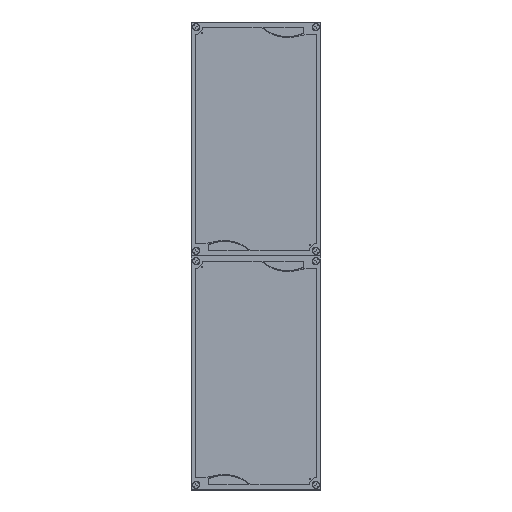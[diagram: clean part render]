
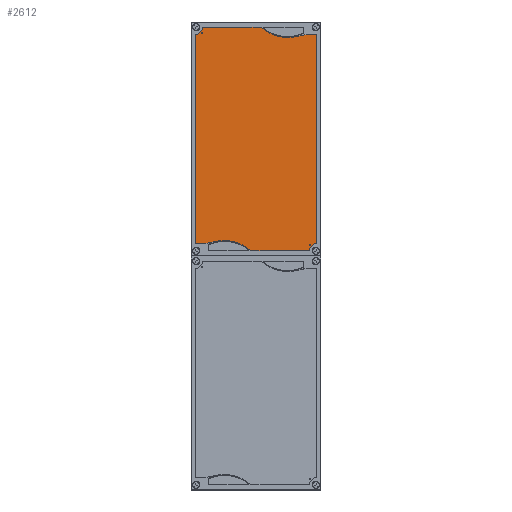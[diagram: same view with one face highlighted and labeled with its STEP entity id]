
A CAD part, top view. The second image highlights one B-rep face of the part: STEP entity #2612.
In plain terms, the highlighted planar face has unit normal (0, 0, 1).
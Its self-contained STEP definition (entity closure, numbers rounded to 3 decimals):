
#2612=ADVANCED_FACE('',(#6469,#6470,#6471),#6472,.T.);
#6469=FACE_OUTER_BOUND('',#12351,.T.);
#6470=FACE_BOUND('',#12352,.T.);
#6471=FACE_BOUND('',#12353,.T.);
#6472=PLANE('',#12354);
#12351=EDGE_LOOP('',(#19262,#19263,#19264,#19265,#19266,#19267,#19268,#19269,#19270,#19271,#19272,#19273));
#12352=EDGE_LOOP('',(#19274,#19275));
#12353=EDGE_LOOP('',(#19276,#19277));
#12354=AXIS2_PLACEMENT_3D('',#19278,#19279,#19280);
#19262=ORIENTED_EDGE('',*,*,#35120,.T.);
#19263=ORIENTED_EDGE('',*,*,#35116,.T.);
#19264=ORIENTED_EDGE('',*,*,#35111,.T.);
#19265=ORIENTED_EDGE('',*,*,#35128,.T.);
#19266=ORIENTED_EDGE('',*,*,#35129,.T.);
#19267=ORIENTED_EDGE('',*,*,#35130,.T.);
#19268=ORIENTED_EDGE('',*,*,#35131,.T.);
#19269=ORIENTED_EDGE('',*,*,#35132,.T.);
#19270=ORIENTED_EDGE('',*,*,#35133,.T.);
#19271=ORIENTED_EDGE('',*,*,#35134,.T.);
#19272=ORIENTED_EDGE('',*,*,#35135,.T.);
#19273=ORIENTED_EDGE('',*,*,#35124,.F.);
#19274=ORIENTED_EDGE('',*,*,#34671,.T.);
#19275=ORIENTED_EDGE('',*,*,#34483,.T.);
#19276=ORIENTED_EDGE('',*,*,#34675,.T.);
#19277=ORIENTED_EDGE('',*,*,#34478,.T.);
#19278=CARTESIAN_POINT('',(125.0,675.0,129.5));
#19279=DIRECTION('',(0.0,0.0,1.0));
#19280=DIRECTION('',(1.0,0.0,0.0));
#34478=EDGE_CURVE('',#41136,#41140,#41142,.T.);
#34483=EDGE_CURVE('',#41145,#41149,#41151,.T.);
#34671=EDGE_CURVE('',#41149,#41145,#41447,.T.);
#34675=EDGE_CURVE('',#41140,#41136,#41451,.T.);
#35111=EDGE_CURVE('',#42079,#42080,#42081,.T.);
#35116=EDGE_CURVE('',#42088,#42079,#42089,.T.);
#35120=EDGE_CURVE('',#42094,#42088,#42095,.T.);
#35124=EDGE_CURVE('',#42094,#42100,#42101,.T.);
#35128=EDGE_CURVE('',#42080,#42106,#42107,.T.);
#35129=EDGE_CURVE('',#42106,#42108,#42109,.T.);
#35130=EDGE_CURVE('',#42108,#42110,#42111,.T.);
#35131=EDGE_CURVE('',#42110,#42112,#42113,.T.);
#35132=EDGE_CURVE('',#42112,#42114,#42115,.T.);
#35133=EDGE_CURVE('',#42114,#42116,#42117,.T.);
#35134=EDGE_CURVE('',#42116,#42118,#42119,.T.);
#35135=EDGE_CURVE('',#42118,#42100,#42120,.T.);
#41136=VERTEX_POINT('',#51004);
#41140=VERTEX_POINT('',#51009);
#41142=CIRCLE('',#51012,1.1);
#41145=VERTEX_POINT('',#51015);
#41149=VERTEX_POINT('',#51020);
#41151=CIRCLE('',#51023,1.1);
#41447=CIRCLE('',#51443,1.1);
#41451=CIRCLE('',#51447,1.1);
#42079=VERTEX_POINT('',#52279);
#42080=VERTEX_POINT('',#52280);
#42081=CIRCLE('',#52281,75.627);
#42088=VERTEX_POINT('',#52290);
#42089=CIRCLE('',#52291,77.855);
#42094=VERTEX_POINT('',#52297);
#42095=LINE('',#52298,#52299);
#42100=VERTEX_POINT('',#52306);
#42101=LINE('',#52307,#52308);
#42106=VERTEX_POINT('',#52315);
#42107=LINE('',#52316,#52317);
#42108=VERTEX_POINT('',#52318);
#42109=CIRCLE('',#52319,14.);
#42110=VERTEX_POINT('',#52320);
#42111=LINE('',#52321,#52322);
#42112=VERTEX_POINT('',#52323);
#42113=LINE('',#52324,#52325);
#42114=VERTEX_POINT('',#52326);
#42115=CIRCLE('',#52327,77.855);
#42116=VERTEX_POINT('',#52328);
#42117=CIRCLE('',#52329,75.627);
#42118=VERTEX_POINT('',#52330);
#42119=LINE('',#52331,#52332);
#42120=CIRCLE('',#52333,14.);
#51004=CARTESIAN_POINT('',(229.434,471.666,129.5));
#51009=CARTESIAN_POINT('',(227.234,471.666,129.5));
#51012=AXIS2_PLACEMENT_3D('',#63991,#63992,#63993);
#51015=CARTESIAN_POINT('',(22.766,878.334,129.5));
#51020=CARTESIAN_POINT('',(20.566,878.334,129.5));
#51023=AXIS2_PLACEMENT_3D('',#63999,#64000,#64001);
#51443=AXIS2_PLACEMENT_3D('',#64198,#64199,#64200);
#51447=AXIS2_PLACEMENT_3D('',#64204,#64205,#64206);
#52279=CARTESIAN_POINT('',(207.3,873.,129.5));
#52280=CARTESIAN_POINT('',(134.8,890.,129.5));
#52281=AXIS2_PLACEMENT_3D('',#64726,#64727,#64728);
#52290=CARTESIAN_POINT('',(228.5,876.0,129.5));
#52291=AXIS2_PLACEMENT_3D('',#64734,#64735,#64736);
#52297=CARTESIAN_POINT('',(242.0,876.0,129.5));
#52298=CARTESIAN_POINT('',(180.125,876.0,129.5));
#52299=VECTOR('',#64741,1.0);
#52306=CARTESIAN_POINT('',(242.0,474.0,129.5));
#52307=CARTESIAN_POINT('',(242.0,675.0,129.5));
#52308=VECTOR('',#64744,1.0);
#52315=CARTESIAN_POINT('',(22.,890.,129.5));
#52316=CARTESIAN_POINT('',(125.0,890.0,129.5));
#52317=VECTOR('',#64747,1.0);
#52318=CARTESIAN_POINT('',(8.0,876.0,129.5));
#52319=AXIS2_PLACEMENT_3D('',#64748,#64749,#64750);
#52320=CARTESIAN_POINT('',(8.0,474.0,129.5));
#52321=CARTESIAN_POINT('',(8.0,675.0,129.5));
#52322=VECTOR('',#64751,1.0);
#52323=CARTESIAN_POINT('',(21.5,474.0,129.5));
#52324=CARTESIAN_POINT('',(69.875,474.0,129.5));
#52325=VECTOR('',#64752,1.0);
#52326=CARTESIAN_POINT('',(42.7,477.,129.5));
#52327=AXIS2_PLACEMENT_3D('',#64753,#64754,#64755);
#52328=CARTESIAN_POINT('',(115.2,460.,129.5));
#52329=AXIS2_PLACEMENT_3D('',#64756,#64757,#64758);
#52330=CARTESIAN_POINT('',(228.,460.,129.5));
#52331=CARTESIAN_POINT('',(125.0,460.0,129.5));
#52332=VECTOR('',#64759,1.0);
#52333=AXIS2_PLACEMENT_3D('',#64760,#64761,#64762);
#63991=CARTESIAN_POINT('',(228.334,471.666,129.5));
#63992=DIRECTION('',(0.0,0.0,-1.0));
#63993=DIRECTION('',(1.0,0.0,0.0));
#63999=CARTESIAN_POINT('',(21.666,878.334,129.5));
#64000=DIRECTION('',(0.0,0.0,-1.0));
#64001=DIRECTION('',(1.0,0.0,0.0));
#64198=CARTESIAN_POINT('',(21.666,878.334,129.5));
#64199=DIRECTION('',(0.0,0.0,-1.0));
#64200=DIRECTION('',(1.0,0.0,0.0));
#64204=CARTESIAN_POINT('',(228.334,471.666,129.5));
#64205=DIRECTION('',(0.0,0.0,-1.0));
#64206=DIRECTION('',(1.0,0.0,0.0));
#64726=CARTESIAN_POINT('',(186.078,945.589,129.5));
#64727=DIRECTION('',(-0.0,0.0,-1.0));
#64728=DIRECTION('',(-0.678,-0.735,0.0));
#64734=CARTESIAN_POINT('',(228.705,798.145,129.5));
#64735=DIRECTION('',(0.0,0.0,1.0));
#64736=DIRECTION('',(-0.003,1.,0.0));
#64741=DIRECTION('',(-1.0,0.0,0.0));
#64744=DIRECTION('',(0.0,-1.0,0.0));
#64747=DIRECTION('',(-1.0,0.0,0.0));
#64748=CARTESIAN_POINT('',(8.,890.,129.5));
#64749=DIRECTION('',(0.0,0.0,-1.0));
#64750=DIRECTION('',(0.,-1.0,0.0));
#64751=DIRECTION('',(0.0,-1.0,0.0));
#64752=DIRECTION('',(1.0,0.0,0.0));
#64753=CARTESIAN_POINT('',(21.295,551.855,129.5));
#64754=DIRECTION('',(0.0,0.0,1.0));
#64755=DIRECTION('',(0.003,-1.,0.0));
#64756=CARTESIAN_POINT('',(63.922,404.411,129.5));
#64757=DIRECTION('',(0.0,0.0,-1.0));
#64758=DIRECTION('',(0.678,0.735,0.0));
#64759=DIRECTION('',(1.0,0.0,0.0));
#64760=CARTESIAN_POINT('',(242.,460.,129.5));
#64761=DIRECTION('',(0.0,0.0,-1.0));
#64762=DIRECTION('',(0.,1.0,0.0));
